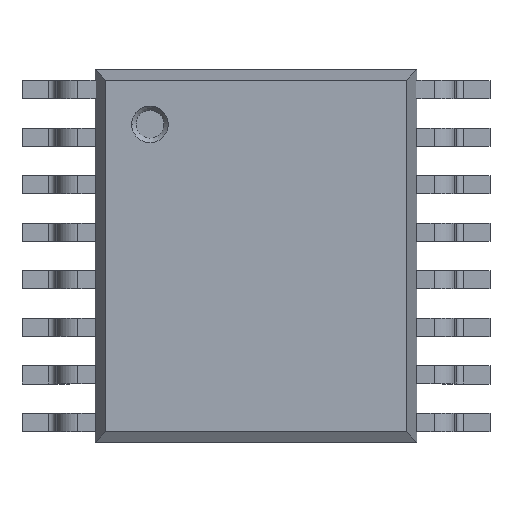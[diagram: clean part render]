
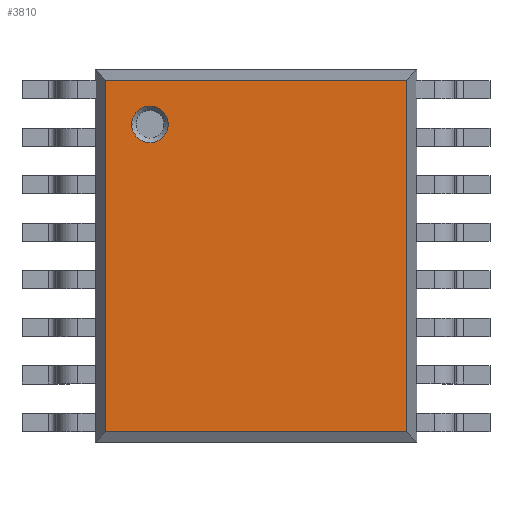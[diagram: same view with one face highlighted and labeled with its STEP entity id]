
A CAD part, top view. The second image highlights one B-rep face of the part: STEP entity #3810.
In plain terms, the highlighted planar face has unit normal (0, 0, 1).
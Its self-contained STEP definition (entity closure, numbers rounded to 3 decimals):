
#589 = EDGE_CURVE ( 'NONE', #4475, #1757, #4158, .T. ) ;
#846 = CARTESIAN_POINT ( 'NONE',  ( -2.2, 2.403, 1.2 ) ) ;
#1270 = ORIENTED_EDGE ( 'NONE', *, *, #3697, .F. ) ;
#1357 = VERTEX_POINT ( 'NONE', #5019 ) ;
#1705 = EDGE_CURVE ( 'NONE', #1757, #2980, #9961, .T. ) ;
#1757 = VERTEX_POINT ( 'NONE', #5522 ) ;
#2495 = ORIENTED_EDGE ( 'NONE', *, *, #6724, .T. ) ;
#2597 = AXIS2_PLACEMENT_3D ( 'NONE', #8643, #3676, #9461 ) ;
#2603 = DIRECTION ( 'NONE',  ( 0., 0., 1. ) ) ;
#2799 = PLANE ( 'NONE',  #5403 ) ;
#2958 = ORIENTED_EDGE ( 'NONE', *, *, #1705, .T. ) ;
#2980 = VERTEX_POINT ( 'NONE', #3631 ) ;
#2987 = CIRCLE ( 'NONE', #9674, 0.25 ) ;
#3631 = CARTESIAN_POINT ( 'NONE',  ( -2.053, -2.403, 1.2 ) ) ;
#3642 = CARTESIAN_POINT ( 'NONE',  ( -2.2, -2.55, 1.2 ) ) ;
#3676 = DIRECTION ( 'NONE',  ( 0., 0., 1. ) ) ;
#3697 = EDGE_CURVE ( 'NONE', #1357, #7810, #2987, .T. ) ;
#3781 = DIRECTION ( 'NONE',  ( 0., -1., 0. ) ) ;
#3809 = ORIENTED_EDGE ( 'NONE', *, *, #6471, .F. ) ;
#3810 = ADVANCED_FACE ( 'NONE', ( #9800, #7861 ), #2799, .T. ) ;
#3835 = VECTOR ( 'NONE', #6554, 1000. ) ;
#4103 = CARTESIAN_POINT ( 'NONE',  ( -1.2, 1.8, 1.2 ) ) ;
#4158 = LINE ( 'NONE', #846, #6140 ) ;
#4315 = LINE ( 'NONE', #8513, #8735 ) ;
#4474 = DIRECTION ( 'NONE',  ( 1., 0., 0. ) ) ;
#4475 = VERTEX_POINT ( 'NONE', #10038 ) ;
#4553 = EDGE_CURVE ( 'NONE', #10147, #4475, #4315, .T. ) ;
#5019 = CARTESIAN_POINT ( 'NONE',  ( -1.7, 1.8, 1.2 ) ) ;
#5403 = AXIS2_PLACEMENT_3D ( 'NONE', #3642, #9436, #4474 ) ;
#5522 = CARTESIAN_POINT ( 'NONE',  ( -2.053, 2.403, 1.2 ) ) ;
#5700 = CARTESIAN_POINT ( 'NONE',  ( -2.2, -2.403, 1.2 ) ) ;
#5765 = ORIENTED_EDGE ( 'NONE', *, *, #589, .T. ) ;
#5768 = EDGE_LOOP ( 'NONE', ( #3809, #1270 ) ) ;
#5852 = VECTOR ( 'NONE', #3781, 1000. ) ;
#5881 = ORIENTED_EDGE ( 'NONE', *, *, #4553, .T. ) ;
#6140 = VECTOR ( 'NONE', #7426, 1000. ) ;
#6471 = EDGE_CURVE ( 'NONE', #7810, #1357, #9785, .T. ) ;
#6554 = DIRECTION ( 'NONE',  ( 1., 0., 0. ) ) ;
#6724 = EDGE_CURVE ( 'NONE', #2980, #10147, #10437, .T. ) ;
#7426 = DIRECTION ( 'NONE',  ( -1., 0., 0. ) ) ;
#7547 = CARTESIAN_POINT ( 'NONE',  ( -1.45, 1.8, 1.2 ) ) ;
#7810 = VERTEX_POINT ( 'NONE', #4103 ) ;
#7861 = FACE_OUTER_BOUND ( 'NONE', #9345, .T. ) ;
#8387 = DIRECTION ( 'NONE',  ( 1., 0., 0. ) ) ;
#8513 = CARTESIAN_POINT ( 'NONE',  ( 2.053, 2.55, 1.2 ) ) ;
#8643 = CARTESIAN_POINT ( 'NONE',  ( -1.45, 1.8, 1.2 ) ) ;
#8735 = VECTOR ( 'NONE', #9334, 1000. ) ;
#9334 = DIRECTION ( 'NONE',  ( 0., 1., 0. ) ) ;
#9345 = EDGE_LOOP ( 'NONE', ( #2958, #2495, #5881, #5765 ) ) ;
#9436 = DIRECTION ( 'NONE',  ( 0., 0., 1. ) ) ;
#9449 = CARTESIAN_POINT ( 'NONE',  ( 2.053, -2.403, 1.2 ) ) ;
#9461 = DIRECTION ( 'NONE',  ( 1., 0., 0. ) ) ;
#9571 = CARTESIAN_POINT ( 'NONE',  ( -2.053, 2.55, 1.2 ) ) ;
#9674 = AXIS2_PLACEMENT_3D ( 'NONE', #7547, #2603, #8387 ) ;
#9785 = CIRCLE ( 'NONE', #2597, 0.25 ) ;
#9800 = FACE_BOUND ( 'NONE', #5768, .T. ) ;
#9961 = LINE ( 'NONE', #9571, #5852 ) ;
#10038 = CARTESIAN_POINT ( 'NONE',  ( 2.053, 2.403, 1.2 ) ) ;
#10147 = VERTEX_POINT ( 'NONE', #9449 ) ;
#10437 = LINE ( 'NONE', #5700, #3835 ) ;
